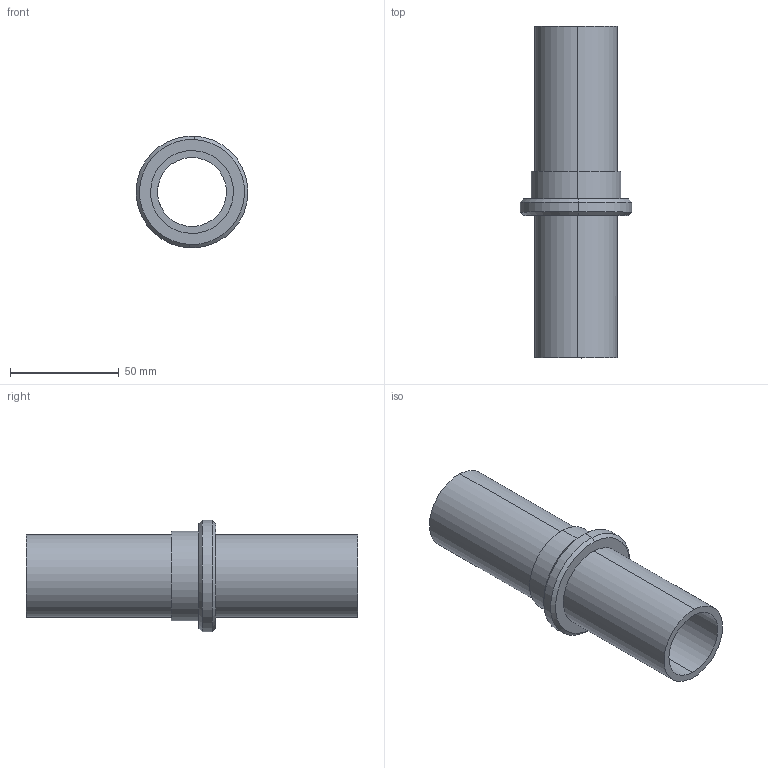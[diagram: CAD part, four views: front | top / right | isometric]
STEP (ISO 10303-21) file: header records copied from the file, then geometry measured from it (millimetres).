
FILE_DESCRIPTION (( 'STEP AP203' ), '1' );
FILE_NAME ('CentreBearingDriveShaft_Primary.STEP', '2023-07-27T05:57:13', ( '' ), ( '' ), 'SwSTEP 2.0', 'SolidWorks 2021', '' );
FILE_SCHEMA (( 'CONFIG_CONTROL_DESIGN' ));
Length unit declared in the file: centimetre
Products named in the file (4): Part 12-5; CentreBearingDriveShaft_Primary; Part 13-5; Drive Shaft _1_
Assembly tree (3 placements, depth 3):
  CentreBearingDriveShaft_Primary
    Drive Shaft _1_
      Part 12-5
      Part 13-5
Bounding box: 51.34 x 152.4 x 51.34 mm (x, y, z)
Volume: 62264.9 mm3; surface area: 40961.7 mm2
Topology: 2 solids, 2 shells, 19 faces, 38 edges, 24 vertices
Faces by surface type: cylinder 10, plane 5, cone 4
Entity records: 930 total; most frequent: DIRECTION 114, CARTESIAN_POINT 88, ORIENTED_EDGE 76, AXIS2_PLACEMENT_3D 50, EDGE_CURVE 38, PERSON_AND_ORGANIZATION 35, LOCAL_TIME 26, DATE_AND_TIME 26
